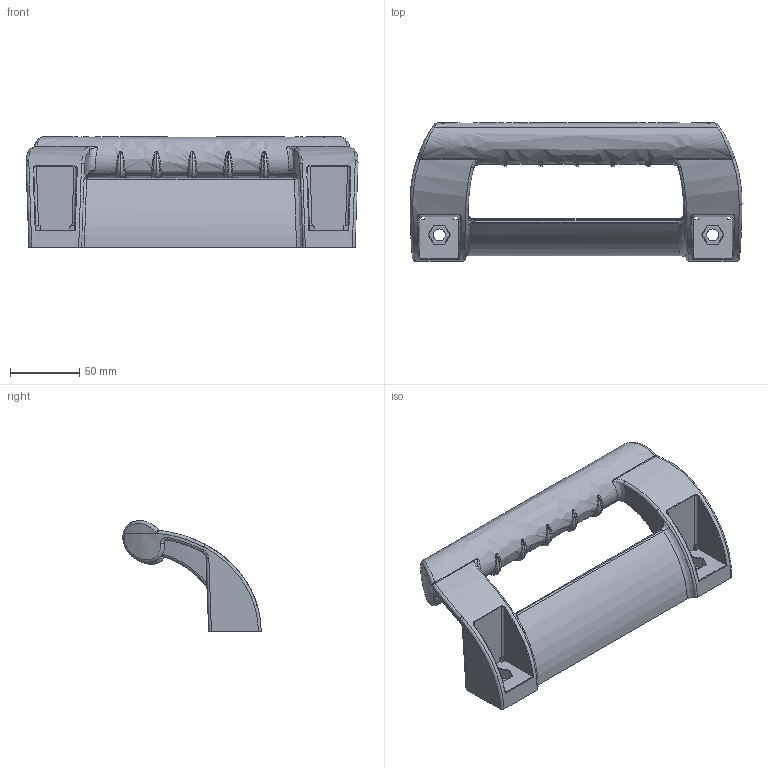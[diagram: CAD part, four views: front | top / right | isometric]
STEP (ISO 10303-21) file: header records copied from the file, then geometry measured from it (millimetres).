
FILE_DESCRIPTION(('STEP AP203'),'1');
FILE_NAME('fath_092008.stp','2021-11-23T13:35:46',('TraceParts'),('TraceParts S.A.'),'Spatial InterOp 3D',' ',' ');
FILE_SCHEMA(('CONFIG_CONTROL_DESIGN'));
Length unit declared in the file: millimetre
Products named in the file (1): 1
Bounding box: 240.26 x 100.07 x 80.07 mm (x, y, z)
Volume: 286571.2 mm3; surface area: 76360.5 mm2
Topology: 1 solids, 1 shells, 299 faces, 803 edges, 500 vertices
Faces by surface type: bspline 132, plane 88, cylinder 47, cone 30, sphere 2
Entity records: 18505 total; most frequent: CARTESIAN_POINT 12098, ORIENTED_EDGE 1598, DIRECTION 965, EDGE_CURVE 799, VERTEX_POINT 500, LINE 343, VECTOR 343, AXIS2_PLACEMENT_3D 311
